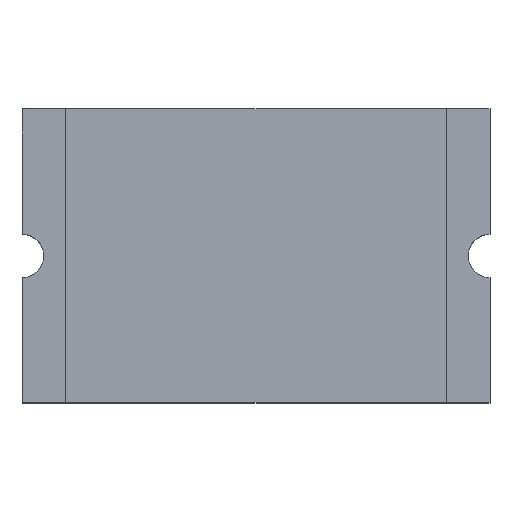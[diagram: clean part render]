
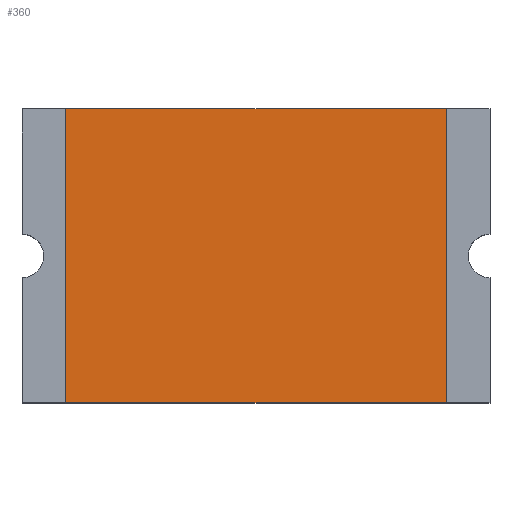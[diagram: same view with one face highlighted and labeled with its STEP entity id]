
A CAD part, top view. The second image highlights one B-rep face of the part: STEP entity #360.
In plain terms, the highlighted planar face has unit normal (0, 0, 1).
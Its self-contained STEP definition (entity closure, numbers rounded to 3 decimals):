
#32=FACE_OUTER_BOUND('',#54,.T.);
#54=EDGE_LOOP('',(#256,#257,#258,#259));
#74=LINE('',#526,#118);
#77=LINE('',#532,#121);
#80=LINE('',#538,#124);
#83=LINE('',#542,#127);
#118=VECTOR('',#426,10.);
#121=VECTOR('',#431,10.);
#124=VECTOR('',#436,10.);
#127=VECTOR('',#441,10.);
#162=VERTEX_POINT('',#523);
#163=VERTEX_POINT('',#525);
#165=VERTEX_POINT('',#531);
#167=VERTEX_POINT('',#537);
#194=EDGE_CURVE('',#163,#162,#74,.T.);
#197=EDGE_CURVE('',#165,#163,#77,.T.);
#200=EDGE_CURVE('',#167,#165,#80,.T.);
#203=EDGE_CURVE('',#162,#167,#83,.T.);
#256=ORIENTED_EDGE('',*,*,#203,.T.);
#257=ORIENTED_EDGE('',*,*,#200,.T.);
#258=ORIENTED_EDGE('',*,*,#197,.T.);
#259=ORIENTED_EDGE('',*,*,#194,.T.);
#340=PLANE('',#398);
#360=ADVANCED_FACE('',(#32),#340,.T.);
#398=AXIS2_PLACEMENT_3D('',#543,#442,#443);
#426=DIRECTION('',(0.,1.,0.));
#431=DIRECTION('',(1.,0.,0.));
#436=DIRECTION('',(0.,-1.,0.));
#441=DIRECTION('',(-1.,0.,0.));
#442=DIRECTION('center_axis',(0.,0.,1.));
#443=DIRECTION('ref_axis',(1.,0.,0.));
#523=CARTESIAN_POINT('',(0.875,0.675,0.67));
#525=CARTESIAN_POINT('',(0.875,-0.675,0.67));
#526=CARTESIAN_POINT('',(0.875,0.675,0.67));
#531=CARTESIAN_POINT('',(-0.875,-0.675,0.67));
#532=CARTESIAN_POINT('',(1.075,-0.675,0.67));
#537=CARTESIAN_POINT('',(-0.875,0.675,0.67));
#538=CARTESIAN_POINT('',(-0.875,0.675,0.67));
#542=CARTESIAN_POINT('',(-1.075,0.675,0.67));
#543=CARTESIAN_POINT('Origin',(0.,0.,0.67));
